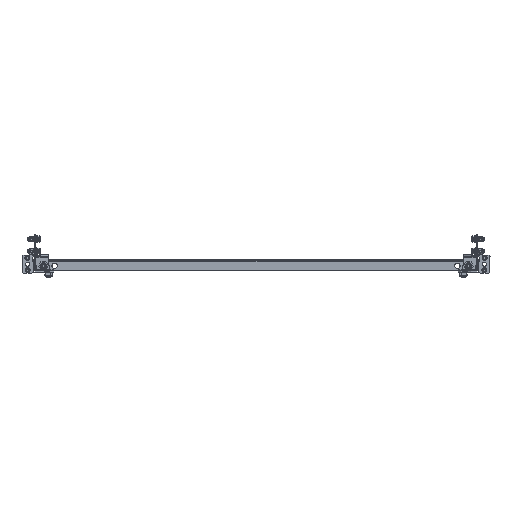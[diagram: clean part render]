
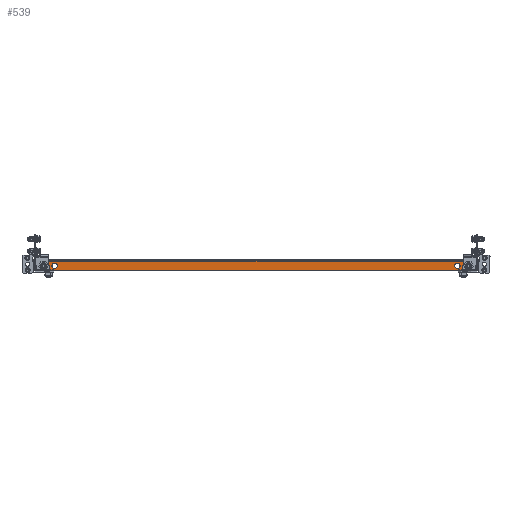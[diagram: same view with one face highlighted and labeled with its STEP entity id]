
A CAD part, front view. The second image highlights one B-rep face of the part: STEP entity #539.
In plain terms, the highlighted planar face has unit normal (0, -1, 0).
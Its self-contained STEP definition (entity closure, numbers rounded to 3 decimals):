
#48 = EDGE_CURVE ( 'NONE', #6015, #20042, #8472, .T. ) ;
#51 = CARTESIAN_POINT ( 'NONE',  ( 435., -948., -17. ) ) ;
#282 = EDGE_LOOP ( 'NONE', ( #19743, #2759, #13448, #4464, #15287, #4220 ) ) ;
#321 = EDGE_CURVE ( 'NONE', #20042, #6015, #20081, .T. ) ;
#355 = CARTESIAN_POINT ( 'NONE',  ( -435., -948., -11.5 ) ) ;
#539 = ADVANCED_FACE ( 'NONE', ( #12473, #9465, #8945, #1275, #11455 ), #11093, .F. ) ;
#971 = CARTESIAN_POINT ( 'NONE',  ( 412.5, -948., -6. ) ) ;
#1275 = FACE_BOUND ( 'NONE', #3750, .T. ) ;
#1466 = EDGE_LOOP ( 'NONE', ( #10981, #7632 ) ) ;
#2029 = CARTESIAN_POINT ( 'NONE',  ( -442.146, -948., -21. ) ) ;
#2759 = ORIENTED_EDGE ( 'NONE', *, *, #18098, .T. ) ;
#2814 = DIRECTION ( 'NONE',  ( 0., -1., 0. ) ) ;
#3158 = DIRECTION ( 'NONE',  ( 1., 0., 0. ) ) ;
#3324 = AXIS2_PLACEMENT_3D ( 'NONE', #5888, #12523, #18917 ) ;
#3398 = EDGE_CURVE ( 'NONE', #6051, #17058, #5190, .T. ) ;
#3524 = VERTEX_POINT ( 'NONE', #7842 ) ;
#3750 = EDGE_LOOP ( 'NONE', ( #11057, #9211 ) ) ;
#3810 = AXIS2_PLACEMENT_3D ( 'NONE', #8466, #15024, #8324 ) ;
#4004 = DIRECTION ( 'NONE',  ( 0., 0., -1. ) ) ;
#4220 = ORIENTED_EDGE ( 'NONE', *, *, #16379, .T. ) ;
#4464 = ORIENTED_EDGE ( 'NONE', *, *, #3398, .F. ) ;
#4913 = CARTESIAN_POINT ( 'NONE',  ( -447.146, -948., 0. ) ) ;
#5037 = EDGE_CURVE ( 'NONE', #13316, #13785, #7719, .T. ) ;
#5190 = LINE ( 'NONE', #14991, #5220 ) ;
#5220 = VECTOR ( 'NONE', #13583, 1000. ) ;
#5240 = DIRECTION ( 'NONE',  ( 0., 0., 1. ) ) ;
#5668 = AXIS2_PLACEMENT_3D ( 'NONE', #355, #8573, #10272 ) ;
#5714 = DIRECTION ( 'NONE',  ( 0., -1., 0. ) ) ;
#5802 = CARTESIAN_POINT ( 'NONE',  ( 442.146, -948., -21. ) ) ;
#5888 = CARTESIAN_POINT ( 'NONE',  ( 412.5, -948., -11.5 ) ) ;
#5998 = EDGE_CURVE ( 'NONE', #17058, #6050, #20330, .T. ) ;
#6015 = VERTEX_POINT ( 'NONE', #16587 ) ;
#6050 = VERTEX_POINT ( 'NONE', #19808 ) ;
#6051 = VERTEX_POINT ( 'NONE', #15089 ) ;
#6126 = AXIS2_PLACEMENT_3D ( 'NONE', #9831, #8181, #6613 ) ;
#6479 = AXIS2_PLACEMENT_3D ( 'NONE', #12832, #2814, #14196 ) ;
#6598 = AXIS2_PLACEMENT_3D ( 'NONE', #16825, #15315, #20111 ) ;
#6613 = DIRECTION ( 'NONE',  ( 0., 0., -1. ) ) ;
#6671 = EDGE_LOOP ( 'NONE', ( #7782, #16295 ) ) ;
#6890 = CARTESIAN_POINT ( 'NONE',  ( 412.5, -948., -17. ) ) ;
#6953 = VERTEX_POINT ( 'NONE', #17832 ) ;
#7191 = VECTOR ( 'NONE', #16660, 1000. ) ;
#7632 = ORIENTED_EDGE ( 'NONE', *, *, #11604, .T. ) ;
#7719 = CIRCLE ( 'NONE', #3324, 5.5 ) ;
#7782 = ORIENTED_EDGE ( 'NONE', *, *, #13656, .T. ) ;
#7842 = CARTESIAN_POINT ( 'NONE',  ( -435., -948., -6. ) ) ;
#8001 = VERTEX_POINT ( 'NONE', #14403 ) ;
#8181 = DIRECTION ( 'NONE',  ( 0., 1., 0. ) ) ;
#8324 = DIRECTION ( 'NONE',  ( 0., 0., -1. ) ) ;
#8442 = VERTEX_POINT ( 'NONE', #13303 ) ;
#8466 = CARTESIAN_POINT ( 'NONE',  ( -435., -948., -11.5 ) ) ;
#8472 = CIRCLE ( 'NONE', #6479, 5.5 ) ;
#8573 = DIRECTION ( 'NONE',  ( 0., -1., 0. ) ) ;
#8865 = CARTESIAN_POINT ( 'NONE',  ( -412.5, -948., -11.5 ) ) ;
#8945 = FACE_BOUND ( 'NONE', #10030, .T. ) ;
#9211 = ORIENTED_EDGE ( 'NONE', *, *, #48, .F. ) ;
#9366 = VECTOR ( 'NONE', #3158, 1000. ) ;
#9465 = FACE_BOUND ( 'NONE', #6671, .T. ) ;
#9548 = CARTESIAN_POINT ( 'NONE',  ( -412.5, -948., -17. ) ) ;
#9831 = CARTESIAN_POINT ( 'NONE',  ( 412.5, -948., -11.5 ) ) ;
#10030 = EDGE_LOOP ( 'NONE', ( #19592, #17264 ) ) ;
#10272 = DIRECTION ( 'NONE',  ( 0., 0., -1. ) ) ;
#10415 = CARTESIAN_POINT ( 'NONE',  ( -442.146, -948., -16. ) ) ;
#10562 = CIRCLE ( 'NONE', #19343, 5. ) ;
#10789 = AXIS2_PLACEMENT_3D ( 'NONE', #10415, #19311, #13060 ) ;
#10981 = ORIENTED_EDGE ( 'NONE', *, *, #13238, .T. ) ;
#11057 = ORIENTED_EDGE ( 'NONE', *, *, #321, .F. ) ;
#11093 = PLANE ( 'NONE',  #18563 ) ;
#11455 = FACE_OUTER_BOUND ( 'NONE', #282, .T. ) ;
#11522 = CARTESIAN_POINT ( 'NONE',  ( -449.5, -948., -21. ) ) ;
#11604 = EDGE_CURVE ( 'NONE', #8001, #19135, #13402, .T. ) ;
#11713 = CIRCLE ( 'NONE', #19103, 5.5 ) ;
#12043 = VERTEX_POINT ( 'NONE', #2029 ) ;
#12280 = VERTEX_POINT ( 'NONE', #5802 ) ;
#12473 = FACE_BOUND ( 'NONE', #1466, .T. ) ;
#12523 = DIRECTION ( 'NONE',  ( 0., 1., 0. ) ) ;
#12816 = CIRCLE ( 'NONE', #5668, 5.5 ) ;
#12832 = CARTESIAN_POINT ( 'NONE',  ( -412.5, -948., -11.5 ) ) ;
#13060 = DIRECTION ( 'NONE',  ( 0., 0., 1. ) ) ;
#13238 = EDGE_CURVE ( 'NONE', #19135, #8001, #11713, .T. ) ;
#13303 = CARTESIAN_POINT ( 'NONE',  ( -435., -948., -17. ) ) ;
#13304 = VECTOR ( 'NONE', #19438, 1000. ) ;
#13316 = VERTEX_POINT ( 'NONE', #971 ) ;
#13402 = CIRCLE ( 'NONE', #6598, 5.5 ) ;
#13422 = AXIS2_PLACEMENT_3D ( 'NONE', #8865, #5714, #4004 ) ;
#13448 = ORIENTED_EDGE ( 'NONE', *, *, #5998, .F. ) ;
#13482 = CARTESIAN_POINT ( 'NONE',  ( 447.146, -948., 0. ) ) ;
#13492 = DIRECTION ( 'NONE',  ( 0., -1., 0. ) ) ;
#13583 = DIRECTION ( 'NONE',  ( 1., 0., 0. ) ) ;
#13656 = EDGE_CURVE ( 'NONE', #13785, #13316, #14911, .T. ) ;
#13785 = VERTEX_POINT ( 'NONE', #6890 ) ;
#13786 = EDGE_CURVE ( 'NONE', #8442, #3524, #14431, .T. ) ;
#14196 = DIRECTION ( 'NONE',  ( 0., 0., -1. ) ) ;
#14212 = CIRCLE ( 'NONE', #10789, 5. ) ;
#14403 = CARTESIAN_POINT ( 'NONE',  ( 435., -948., -6. ) ) ;
#14431 = CIRCLE ( 'NONE', #3810, 5.5 ) ;
#14911 = CIRCLE ( 'NONE', #6126, 5.5 ) ;
#14991 = CARTESIAN_POINT ( 'NONE',  ( 449.5, -948., -2. ) ) ;
#15024 = DIRECTION ( 'NONE',  ( 0., -1., 0. ) ) ;
#15089 = CARTESIAN_POINT ( 'NONE',  ( -447.146, -948., -2. ) ) ;
#15287 = ORIENTED_EDGE ( 'NONE', *, *, #19091, .T. ) ;
#15315 = DIRECTION ( 'NONE',  ( 0., 1., 0. ) ) ;
#16211 = DIRECTION ( 'NONE',  ( 0., 0., 1. ) ) ;
#16295 = ORIENTED_EDGE ( 'NONE', *, *, #5037, .T. ) ;
#16379 = EDGE_CURVE ( 'NONE', #6953, #12043, #14212, .T. ) ;
#16587 = CARTESIAN_POINT ( 'NONE',  ( -412.5, -948., -6. ) ) ;
#16597 = CARTESIAN_POINT ( 'NONE',  ( 442.146, -948., -16. ) ) ;
#16660 = DIRECTION ( 'NONE',  ( 0., 0., -1. ) ) ;
#16758 = CARTESIAN_POINT ( 'NONE',  ( 435., -948., -11.5 ) ) ;
#16825 = CARTESIAN_POINT ( 'NONE',  ( 435., -948., -11.5 ) ) ;
#17058 = VERTEX_POINT ( 'NONE', #18618 ) ;
#17264 = ORIENTED_EDGE ( 'NONE', *, *, #18592, .F. ) ;
#17776 = DIRECTION ( 'NONE',  ( 0., 1., 0. ) ) ;
#17832 = CARTESIAN_POINT ( 'NONE',  ( -447.146, -948., -16. ) ) ;
#18098 = EDGE_CURVE ( 'NONE', #12280, #6050, #10562, .T. ) ;
#18563 = AXIS2_PLACEMENT_3D ( 'NONE', #19372, #17776, #16211 ) ;
#18592 = EDGE_CURVE ( 'NONE', #3524, #8442, #12816, .T. ) ;
#18618 = CARTESIAN_POINT ( 'NONE',  ( 447.146, -948., -2. ) ) ;
#18917 = DIRECTION ( 'NONE',  ( 0., 0., -1. ) ) ;
#18972 = LINE ( 'NONE', #11522, #9366 ) ;
#19091 = EDGE_CURVE ( 'NONE', #6051, #6953, #19614, .T. ) ;
#19103 = AXIS2_PLACEMENT_3D ( 'NONE', #16758, #20053, #20116 ) ;
#19135 = VERTEX_POINT ( 'NONE', #51 ) ;
#19311 = DIRECTION ( 'NONE',  ( 0., -1., 0. ) ) ;
#19343 = AXIS2_PLACEMENT_3D ( 'NONE', #16597, #13492, #5240 ) ;
#19372 = CARTESIAN_POINT ( 'NONE',  ( -449.5, -948., 0. ) ) ;
#19438 = DIRECTION ( 'NONE',  ( 0., 0., -1. ) ) ;
#19592 = ORIENTED_EDGE ( 'NONE', *, *, #13786, .F. ) ;
#19614 = LINE ( 'NONE', #4913, #13304 ) ;
#19743 = ORIENTED_EDGE ( 'NONE', *, *, #20744, .T. ) ;
#19808 = CARTESIAN_POINT ( 'NONE',  ( 447.146, -948., -16. ) ) ;
#20042 = VERTEX_POINT ( 'NONE', #9548 ) ;
#20053 = DIRECTION ( 'NONE',  ( 0., 1., 0. ) ) ;
#20081 = CIRCLE ( 'NONE', #13422, 5.5 ) ;
#20111 = DIRECTION ( 'NONE',  ( 0., 0., -1. ) ) ;
#20116 = DIRECTION ( 'NONE',  ( 0., 0., -1. ) ) ;
#20330 = LINE ( 'NONE', #13482, #7191 ) ;
#20744 = EDGE_CURVE ( 'NONE', #12043, #12280, #18972, .T. ) ;
